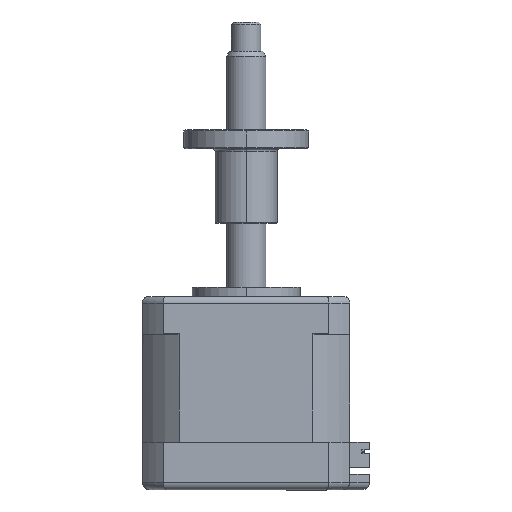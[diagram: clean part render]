
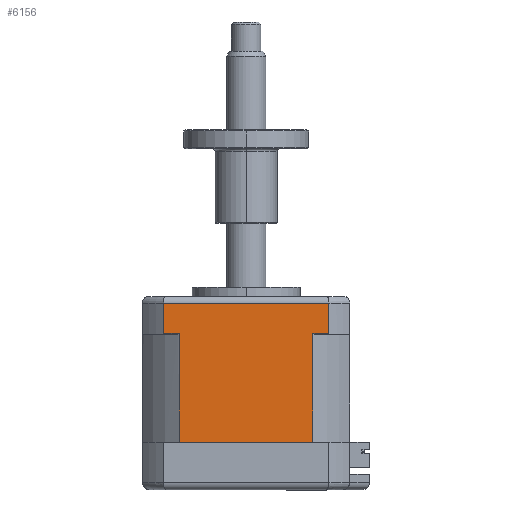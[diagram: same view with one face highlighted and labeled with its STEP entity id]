
A CAD part, top view. The second image highlights one B-rep face of the part: STEP entity #6156.
In plain terms, the highlighted planar face has unit normal (0, 0, 1).
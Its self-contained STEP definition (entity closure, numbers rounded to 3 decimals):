
#561 = CARTESIAN_POINT ( 'NONE',  ( -0.735, -1.458, 54.45 ) ) ;
#1125 = ORIENTED_EDGE ( 'NONE', *, *, #7208, .T. ) ;
#1214 = CARTESIAN_POINT ( 'NONE',  ( -3.987, -29.808, 54.45 ) ) ;
#1696 = CARTESIAN_POINT ( 'NONE',  ( -0.735, -7.608, 54.45 ) ) ;
#1924 = CARTESIAN_POINT ( 'NONE',  ( -34.427, -9.208, 54.45 ) ) ;
#2214 = DIRECTION ( 'NONE',  ( 0., 1., 0. ) ) ;
#2271 = VECTOR ( 'NONE', #3440, 1000. ) ;
#2525 = VERTEX_POINT ( 'NONE', #4821 ) ;
#2784 = DIRECTION ( 'NONE',  ( 1., 0., 0. ) ) ;
#2825 = DIRECTION ( 'NONE',  ( 0., 1., 0. ) ) ;
#2895 = VECTOR ( 'NONE', #2784, 1000. ) ;
#3009 = LINE ( 'NONE', #8495, #9606 ) ;
#3440 = DIRECTION ( 'NONE',  ( -1., 0., 0. ) ) ;
#3495 = VECTOR ( 'NONE', #10558, 1000. ) ;
#3684 = ORIENTED_EDGE ( 'NONE', *, *, #10853, .T. ) ;
#3930 = ORIENTED_EDGE ( 'NONE', *, *, #10823, .T. ) ;
#4209 = VECTOR ( 'NONE', #2825, 1000. ) ;
#4348 = LINE ( 'NONE', #8673, #6176 ) ;
#4518 = ORIENTED_EDGE ( 'NONE', *, *, #10118, .F. ) ;
#4680 = LINE ( 'NONE', #9703, #2271 ) ;
#4761 = CARTESIAN_POINT ( 'NONE',  ( -0.735, -7.608, 54.45 ) ) ;
#4821 = CARTESIAN_POINT ( 'NONE',  ( -31.176, -29.808, 54.45 ) ) ;
#4862 = VERTEX_POINT ( 'NONE', #11419 ) ;
#4867 = VERTEX_POINT ( 'NONE', #561 ) ;
#4870 = PLANE ( 'NONE',  #10815 ) ;
#5550 = VERTEX_POINT ( 'NONE', #1696 ) ;
#5785 = DIRECTION ( 'NONE',  ( 1., 0., 0. ) ) ;
#6156 = ADVANCED_FACE ( 'NONE', ( #11371 ), #4870, .F. ) ;
#6176 = VECTOR ( 'NONE', #11399, 1000. ) ;
#6269 = CARTESIAN_POINT ( 'NONE',  ( -34.427, -1.458, 54.45 ) ) ;
#6270 = LINE ( 'NONE', #4761, #6535 ) ;
#6396 = EDGE_LOOP ( 'NONE', ( #3930, #8094, #1125, #3684, #6966, #9066, #9781, #4518 ) ) ;
#6535 = VECTOR ( 'NONE', #8305, 1000. ) ;
#6824 = CARTESIAN_POINT ( 'NONE',  ( -3.987, -29.808, 54.45 ) ) ;
#6966 = ORIENTED_EDGE ( 'NONE', *, *, #7749, .F. ) ;
#7107 = EDGE_CURVE ( 'NONE', #11256, #5550, #6270, .T. ) ;
#7208 = EDGE_CURVE ( 'NONE', #5550, #4867, #3009, .T. ) ;
#7749 = EDGE_CURVE ( 'NONE', #11488, #10975, #11094, .T. ) ;
#8094 = ORIENTED_EDGE ( 'NONE', *, *, #7107, .T. ) ;
#8305 = DIRECTION ( 'NONE',  ( 1., 0., 0. ) ) ;
#8495 = CARTESIAN_POINT ( 'NONE',  ( -0.735, -9.208, 54.45 ) ) ;
#8605 = CARTESIAN_POINT ( 'NONE',  ( -34.427, -7.608, 54.45 ) ) ;
#8673 = CARTESIAN_POINT ( 'NONE',  ( -34.427, -1.458, 54.45 ) ) ;
#8816 = VECTOR ( 'NONE', #11360, 1000. ) ;
#9009 = EDGE_CURVE ( 'NONE', #11488, #10690, #9473, .T. ) ;
#9042 = CARTESIAN_POINT ( 'NONE',  ( -0.735, -7.608, 54.45 ) ) ;
#9066 = ORIENTED_EDGE ( 'NONE', *, *, #9009, .T. ) ;
#9473 = LINE ( 'NONE', #9042, #2895 ) ;
#9606 = VECTOR ( 'NONE', #2214, 1000. ) ;
#9619 = CARTESIAN_POINT ( 'NONE',  ( -31.176, -29.808, 54.45 ) ) ;
#9703 = CARTESIAN_POINT ( 'NONE',  ( -3.987, -29.808, 54.45 ) ) ;
#9781 = ORIENTED_EDGE ( 'NONE', *, *, #10873, .F. ) ;
#10118 = EDGE_CURVE ( 'NONE', #4862, #2525, #4680, .T. ) ;
#10265 = CARTESIAN_POINT ( 'NONE',  ( -3.987, -7.608, 54.45 ) ) ;
#10558 = DIRECTION ( 'NONE',  ( 0., 1., 0. ) ) ;
#10683 = LINE ( 'NONE', #9619, #3495 ) ;
#10690 = VERTEX_POINT ( 'NONE', #11040 ) ;
#10815 = AXIS2_PLACEMENT_3D ( 'NONE', #1214, #11183, #5785 ) ;
#10823 = EDGE_CURVE ( 'NONE', #4862, #11256, #11243, .T. ) ;
#10853 = EDGE_CURVE ( 'NONE', #4867, #10975, #4348, .T. ) ;
#10873 = EDGE_CURVE ( 'NONE', #2525, #10690, #10683, .T. ) ;
#10975 = VERTEX_POINT ( 'NONE', #6269 ) ;
#11040 = CARTESIAN_POINT ( 'NONE',  ( -31.176, -7.608, 54.45 ) ) ;
#11094 = LINE ( 'NONE', #1924, #4209 ) ;
#11183 = DIRECTION ( 'NONE',  ( 0., 0., -1. ) ) ;
#11243 = LINE ( 'NONE', #6824, #8816 ) ;
#11256 = VERTEX_POINT ( 'NONE', #10265 ) ;
#11360 = DIRECTION ( 'NONE',  ( 0., 1., 0. ) ) ;
#11371 = FACE_OUTER_BOUND ( 'NONE', #6396, .T. ) ;
#11399 = DIRECTION ( 'NONE',  ( -1., 0., 0. ) ) ;
#11419 = CARTESIAN_POINT ( 'NONE',  ( -3.987, -29.808, 54.45 ) ) ;
#11488 = VERTEX_POINT ( 'NONE', #8605 ) ;
